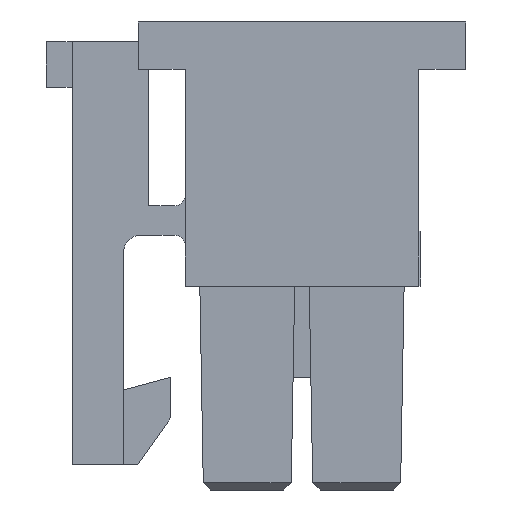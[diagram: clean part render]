
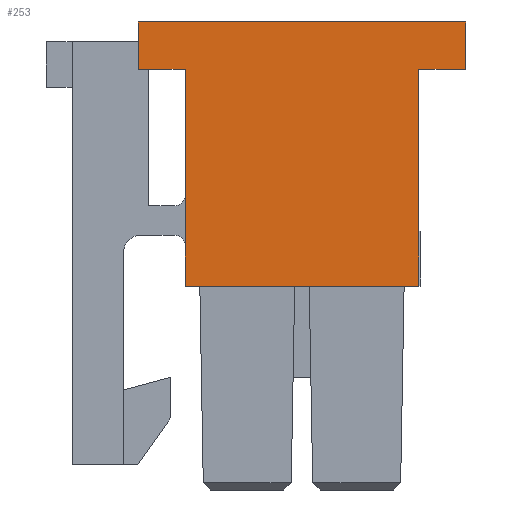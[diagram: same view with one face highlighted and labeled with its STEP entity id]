
A CAD part, left-side view. The second image highlights one B-rep face of the part: STEP entity #253.
In plain terms, the highlighted planar face has unit normal (-1, 0, 0).
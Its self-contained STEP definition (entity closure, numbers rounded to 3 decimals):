
#35=CARTESIAN_POINT('',(-10.531,-4.349,6.221));
#36=VERTEX_POINT('',#35);
#37=CARTESIAN_POINT('',(-10.531,-4.349,4.96));
#38=VERTEX_POINT('',#37);
#39=CARTESIAN_POINT('',(-10.531,-4.349,6.221));
#40=DIRECTION('',(0.,0.,-1.));
#41=VECTOR('',#40,1.261);
#42=LINE('',#39,#41);
#43=EDGE_CURVE('',#36,#38,#42,.T.);
#75=CARTESIAN_POINT('',(-10.531,-3.103,4.96));
#76=VERTEX_POINT('',#75);
#77=CARTESIAN_POINT('',(-10.531,-3.103,-0.8));
#78=VERTEX_POINT('',#77);
#79=CARTESIAN_POINT('',(-10.531,-3.103,4.96));
#80=DIRECTION('',(0.,0.,-1.));
#81=VECTOR('',#80,5.76);
#82=LINE('',#79,#81);
#83=EDGE_CURVE('',#76,#78,#82,.T.);
#139=CARTESIAN_POINT('',(-10.531,-4.349,4.96));
#140=DIRECTION('',(0.,1.,0.));
#141=VECTOR('',#140,1.246);
#142=LINE('',#139,#141);
#143=EDGE_CURVE('',#38,#76,#142,.T.);
#205=CARTESIAN_POINT('',(-10.531,-1.872,0.));
#206=DIRECTION('',(0.,-1.,0.));
#207=DIRECTION('',(-1.,0.,0.));
#208=AXIS2_PLACEMENT_3D('',#205,#207,#206);
#209=PLANE('',#208);
#210=CARTESIAN_POINT('',(-10.531,4.349,6.221));
#211=VERTEX_POINT('',#210);
#212=CARTESIAN_POINT('',(-10.531,-4.349,6.221));
#213=DIRECTION('',(0.,1.,0.));
#214=VECTOR('',#213,8.699);
#215=LINE('',#212,#214);
#216=EDGE_CURVE('',#36,#211,#215,.T.);
#217=ORIENTED_EDGE('',*,*,#216,.T.);
#218=CARTESIAN_POINT('',(-10.531,4.349,4.96));
#219=VERTEX_POINT('',#218);
#220=CARTESIAN_POINT('',(-10.531,4.349,6.221));
#221=DIRECTION('',(0.,0.,-1.));
#222=VECTOR('',#221,1.261);
#223=LINE('',#220,#222);
#224=EDGE_CURVE('',#211,#219,#223,.T.);
#225=ORIENTED_EDGE('',*,*,#224,.T.);
#226=CARTESIAN_POINT('',(-10.531,3.103,4.96));
#227=VERTEX_POINT('',#226);
#228=CARTESIAN_POINT('',(-10.531,4.349,4.96));
#229=DIRECTION('',(0.,-1.,0.));
#230=VECTOR('',#229,1.246);
#231=LINE('',#228,#230);
#232=EDGE_CURVE('',#219,#227,#231,.T.);
#233=ORIENTED_EDGE('',*,*,#232,.T.);
#234=CARTESIAN_POINT('',(-10.531,3.103,-0.8));
#235=VERTEX_POINT('',#234);
#236=CARTESIAN_POINT('',(-10.531,3.103,4.96));
#237=DIRECTION('',(0.,0.,-1.));
#238=VECTOR('',#237,5.76);
#239=LINE('',#236,#238);
#240=EDGE_CURVE('',#227,#235,#239,.T.);
#241=ORIENTED_EDGE('',*,*,#240,.T.);
#242=CARTESIAN_POINT('',(-10.531,3.103,-0.8));
#243=DIRECTION('',(0.,-1.,0.));
#244=VECTOR('',#243,6.206);
#245=LINE('',#242,#244);
#246=EDGE_CURVE('',#235,#78,#245,.T.);
#247=ORIENTED_EDGE('',*,*,#246,.T.);
#248=ORIENTED_EDGE('',*,*,#83,.F.);
#249=ORIENTED_EDGE('',*,*,#143,.F.);
#250=ORIENTED_EDGE('',*,*,#43,.F.);
#251=EDGE_LOOP('',(#217,#225,#233,#241,#247,#248,#249,#250));
#252=FACE_OUTER_BOUND('',#251,.T.);
#253=ADVANCED_FACE('',(#252),#209,.T.);
